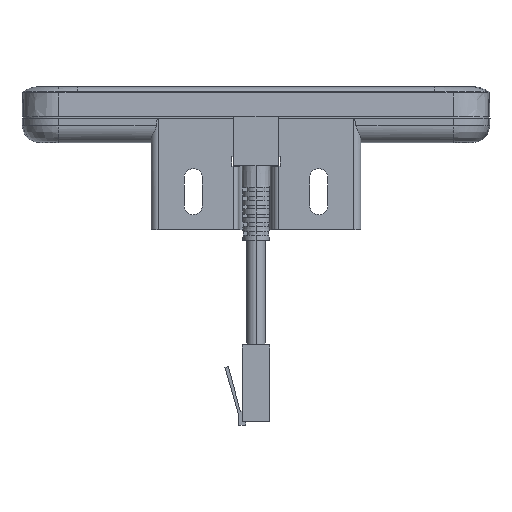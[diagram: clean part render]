
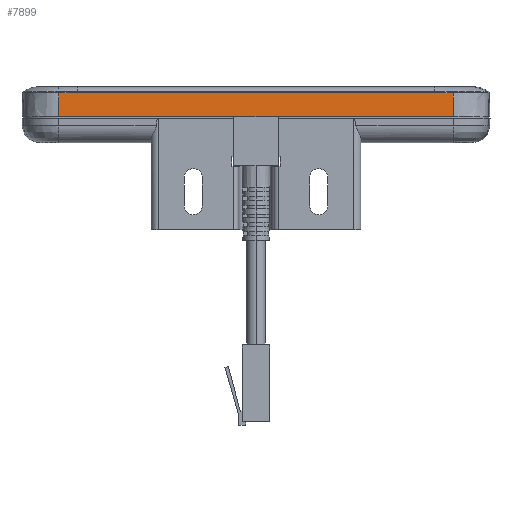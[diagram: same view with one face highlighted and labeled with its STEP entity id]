
A CAD part, top view. The second image highlights one B-rep face of the part: STEP entity #7899.
In plain terms, the highlighted face is planar.
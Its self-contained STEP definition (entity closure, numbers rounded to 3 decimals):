
#789=DIRECTION('',(-0.031,0.035,0.999));
#790=VECTOR('',#789,6.834);
#791=CARTESIAN_POINT('',(-56.5,15.012,1.774));
#792=LINE('',#791,#790);
#793=CARTESIAN_POINT('',(-56.5,15.012,1.774));
#794=CARTESIAN_POINT('',(-55.897,15.012,1.772));
#795=CARTESIAN_POINT('',(-54.699,15.012,1.765));
#796=CARTESIAN_POINT('',(-52.93,15.011,1.752));
#797=CARTESIAN_POINT('',(-51.768,15.011,1.734));
#798=CARTESIAN_POINT('',(-51.192,15.01,1.722));
#800=CARTESIAN_POINT('',(51.192,15.01,1.722));
#801=CARTESIAN_POINT('',(51.768,15.011,1.734));
#802=CARTESIAN_POINT('',(52.93,15.011,1.752));
#803=CARTESIAN_POINT('',(54.699,15.012,1.766));
#804=CARTESIAN_POINT('',(55.897,15.012,1.771));
#805=CARTESIAN_POINT('',(56.5,15.012,1.773));
#807=DIRECTION('',(-0.031,-0.035,-0.999));
#808=VECTOR('',#807,6.834);
#809=CARTESIAN_POINT('',(56.71,15.25,8.6));
#810=LINE('',#809,#808);
#811=DIRECTION('',(1.,0.,0.));
#812=VECTOR('',#811,50.31);
#813=CARTESIAN_POINT('',(6.4,15.25,8.6));
#814=LINE('',#813,#812);
#815=DIRECTION('',(1.,0.,0.));
#816=VECTOR('',#815,50.31);
#817=CARTESIAN_POINT('',(-56.71,15.25,8.6));
#818=LINE('',#817,#816);
#836=DIRECTION('',(1.,0.,0.));
#837=VECTOR('',#836,102.384);
#838=CARTESIAN_POINT('',(-51.192,15.01,1.722));
#839=LINE('',#838,#837);
#1187=CARTESIAN_POINT('',(56.71,15.25,8.6));
#1253=CARTESIAN_POINT('',(-56.71,15.25,8.6));
#2333=DIRECTION('',(-1.,0.,0.));
#2334=VECTOR('',#2333,12.8);
#2335=CARTESIAN_POINT('',(6.4,15.25,8.6));
#2336=LINE('',#2335,#2334);
#4372=VERTEX_POINT('',#1253);
#4379=VERTEX_POINT('',#1187);
#4392=VERTEX_POINT('',#805);
#4393=VERTEX_POINT('',#800);
#4394=VERTEX_POINT('',#798);
#4395=VERTEX_POINT('',#793);
#4697=CARTESIAN_POINT('',(-6.4,15.25,8.6));
#4698=VERTEX_POINT('',#4697);
#4699=CARTESIAN_POINT('',(6.4,15.25,8.6));
#4700=VERTEX_POINT('',#4699);
#7877=CARTESIAN_POINT('',(-68.053,14.986,1.033));
#7878=DIRECTION('',(0.,0.999,-0.035));
#7879=DIRECTION('',(1.,0.,0.));
#7880=AXIS2_PLACEMENT_3D('',#7877,#7878,#7879);
#7881=PLANE('',#7880);
#7882=ORIENTED_EDGE('',*,*,#7872,.F.);
#7884=ORIENTED_EDGE('',*,*,#7883,.T.);
#7886=ORIENTED_EDGE('',*,*,#7885,.T.);
#7888=ORIENTED_EDGE('',*,*,#7887,.T.);
#7890=ORIENTED_EDGE('',*,*,#7889,.F.);
#7892=ORIENTED_EDGE('',*,*,#7891,.F.);
#7894=ORIENTED_EDGE('',*,*,#7893,.T.);
#7896=ORIENTED_EDGE('',*,*,#7895,.F.);
#7897=EDGE_LOOP('',(#7882,#7884,#7886,#7888,#7890,#7892,#7894,#7896));
#7898=FACE_OUTER_BOUND('',#7897,.F.);
#7899=ADVANCED_FACE('',(#7898),#7881,.T.);
#799=B_SPLINE_CURVE_WITH_KNOTS('',3,(#793,#794,#795,#796,#797,#798),
.UNSPECIFIED.,.F.,.F.,(4,1,1,4),(0.,0.333,0.667,1.),
.UNSPECIFIED.);
#806=B_SPLINE_CURVE_WITH_KNOTS('',3,(#800,#801,#802,#803,#804,#805),
.UNSPECIFIED.,.F.,.F.,(4,1,1,4),(0.,0.333,0.667,1.),
.UNSPECIFIED.);
#7872=EDGE_CURVE('',#4395,#4372,#792,.T.);
#7883=EDGE_CURVE('',#4395,#4394,#799,.T.);
#7885=EDGE_CURVE('',#4394,#4393,#839,.T.);
#7887=EDGE_CURVE('',#4393,#4392,#806,.T.);
#7889=EDGE_CURVE('',#4379,#4392,#810,.T.);
#7891=EDGE_CURVE('',#4700,#4379,#814,.T.);
#7893=EDGE_CURVE('',#4700,#4698,#2336,.T.);
#7895=EDGE_CURVE('',#4372,#4698,#818,.T.);
